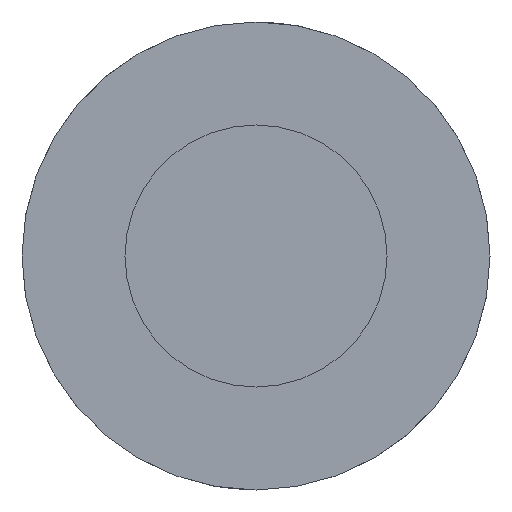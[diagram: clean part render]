
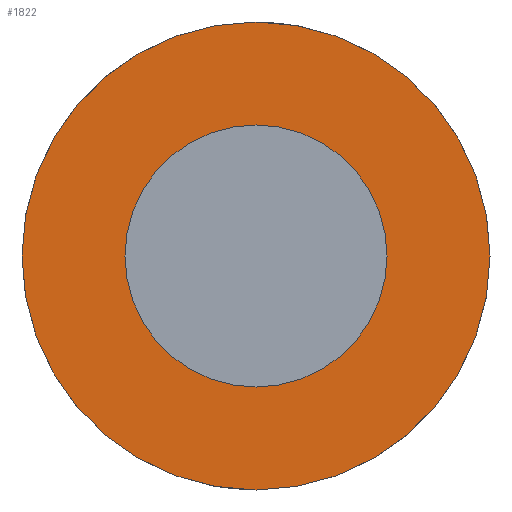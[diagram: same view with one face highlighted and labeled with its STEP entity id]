
A CAD part, left-side view. The second image highlights one B-rep face of the part: STEP entity #1822.
In plain terms, the highlighted face is planar.
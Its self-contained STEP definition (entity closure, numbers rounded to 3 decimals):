
#1039=CARTESIAN_POINT('',(0.,0.,0.));
#1040=DIRECTION('',(0.,0.,-1.));
#1041=DIRECTION('',(-1.,0.,0.));
#1042=AXIS2_PLACEMENT_3D('',#1039,#1040,#1041);
#1047=CARTESIAN_POINT('',(0.,0.,0.));
#1048=DIRECTION('',(0.,0.,1.));
#1049=DIRECTION('',(-1.,0.,0.));
#1050=AXIS2_PLACEMENT_3D('',#1047,#1048,#1049);
#1069=CARTESIAN_POINT('',(0.,0.,0.));
#1070=DIRECTION('',(0.,0.,1.));
#1071=DIRECTION('',(-1.,0.,0.));
#1072=AXIS2_PLACEMENT_3D('',#1069,#1070,#1071);
#1077=CARTESIAN_POINT('',(0.,0.,0.));
#1078=DIRECTION('',(0.,0.,-1.));
#1079=DIRECTION('',(-1.,0.,0.));
#1080=AXIS2_PLACEMENT_3D('',#1077,#1078,#1079);
#1172=CARTESIAN_POINT('',(-25.,0.,0.));
#1174=VERTEX_POINT('',#1172);
#1175=CARTESIAN_POINT('',(-14.,0.,0.));
#1177=VERTEX_POINT('',#1175);
#1180=CARTESIAN_POINT('',(25.,0.,0.));
#1182=VERTEX_POINT('',#1180);
#1183=CARTESIAN_POINT('',(14.,0.,0.));
#1185=VERTEX_POINT('',#1183);
#1807=CARTESIAN_POINT('',(0.,0.,0.));
#1808=DIRECTION('',(0.,0.,-1.));
#1809=DIRECTION('',(1.,0.,0.));
#1810=AXIS2_PLACEMENT_3D('',#1807,#1808,#1809);
#1811=PLANE('',#1810);
#1812=ORIENTED_EDGE('',*,*,#1800,.T.);
#1813=ORIENTED_EDGE('',*,*,#1785,.F.);
#1814=EDGE_LOOP('',(#1812,#1813));
#1815=FACE_OUTER_BOUND('',#1814,.F.);
#1817=ORIENTED_EDGE('',*,*,#1816,.T.);
#1819=ORIENTED_EDGE('',*,*,#1818,.F.);
#1820=EDGE_LOOP('',(#1817,#1819));
#1821=FACE_BOUND('',#1820,.F.);
#1043=CIRCLE('',#1042,25.);
#1051=CIRCLE('',#1050,25.);
#1073=CIRCLE('',#1072,14.);
#1081=CIRCLE('',#1080,14.);
#1785=EDGE_CURVE('',#1174,#1182,#1051,.T.);
#1800=EDGE_CURVE('',#1174,#1182,#1043,.T.);
#1816=EDGE_CURVE('',#1177,#1185,#1073,.T.);
#1818=EDGE_CURVE('',#1177,#1185,#1081,.T.);
#1822=ADVANCED_FACE('',(#1815,#1821),#1811,.F.);
